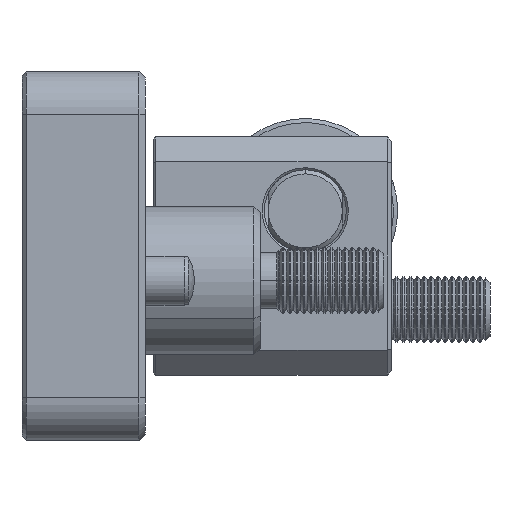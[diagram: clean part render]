
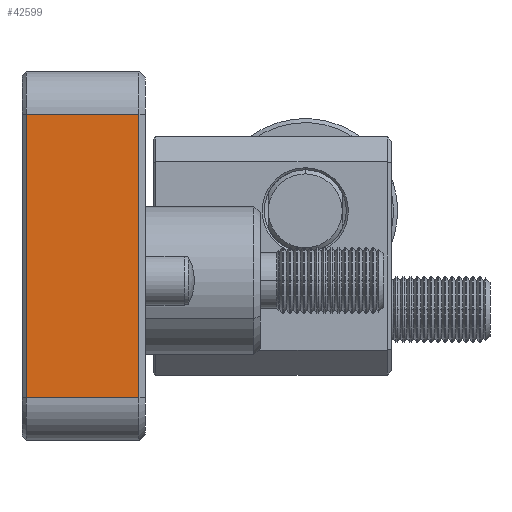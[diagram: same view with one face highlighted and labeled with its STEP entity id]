
A CAD part, left-side view. The second image highlights one B-rep face of the part: STEP entity #42599.
In plain terms, the highlighted face is planar.
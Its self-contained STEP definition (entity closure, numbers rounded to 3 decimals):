
#1441 = LINE ( 'NONE', #6456, #21070 ) ;
#1917 = LINE ( 'NONE', #32184, #27529 ) ;
#4544 = DIRECTION ( 'NONE',  ( 1., 0., 0. ) ) ;
#5820 = CARTESIAN_POINT ( 'NONE',  ( -43.5, 110., 14. ) ) ;
#6179 = CARTESIAN_POINT ( 'NONE',  ( -43.5, 110., 15. ) ) ;
#6329 = EDGE_CURVE ( 'NONE', #7325, #7302, #1441, .T. ) ;
#6456 = CARTESIAN_POINT ( 'NONE',  ( 25.5, 110., 14. ) ) ;
#6917 = DIRECTION ( 'NONE',  ( 0., 0., -1. ) ) ;
#7302 = VERTEX_POINT ( 'NONE', #23998 ) ;
#7325 = VERTEX_POINT ( 'NONE', #5820 ) ;
#10158 = DIRECTION ( 'NONE',  ( 1., 0., 0. ) ) ;
#10325 = ORIENTED_EDGE ( 'NONE', *, *, #35606, .T. ) ;
#10875 = LINE ( 'NONE', #6179, #12388 ) ;
#12043 = DIRECTION ( 'NONE',  ( -1., 0., 0. ) ) ;
#12388 = VECTOR ( 'NONE', #30761, 1000. ) ;
#15548 = CARTESIAN_POINT ( 'NONE',  ( -54., 110., 15. ) ) ;
#16413 = LINE ( 'NONE', #48716, #41226 ) ;
#21070 = VECTOR ( 'NONE', #10158, 1000. ) ;
#22265 = CARTESIAN_POINT ( 'NONE',  ( -43.5, 110., -13.5 ) ) ;
#23998 = CARTESIAN_POINT ( 'NONE',  ( 25.5, 110., 14. ) ) ;
#24120 = ORIENTED_EDGE ( 'NONE', *, *, #35066, .T. ) ;
#26600 = AXIS2_PLACEMENT_3D ( 'NONE', #15548, #66397, #4544 ) ;
#27529 = VECTOR ( 'NONE', #6917, 1000. ) ;
#30761 = DIRECTION ( 'NONE',  ( 0., 0., 1. ) ) ;
#32118 = EDGE_CURVE ( 'NONE', #7302, #50332, #1917, .T. ) ;
#32184 = CARTESIAN_POINT ( 'NONE',  ( 25.5, 110., 15. ) ) ;
#33817 = FACE_OUTER_BOUND ( 'NONE', #48592, .T. ) ;
#34462 = VERTEX_POINT ( 'NONE', #22265 ) ;
#35066 = EDGE_CURVE ( 'NONE', #34462, #7325, #10875, .T. ) ;
#35606 = EDGE_CURVE ( 'NONE', #50332, #34462, #16413, .T. ) ;
#40164 = ORIENTED_EDGE ( 'NONE', *, *, #32118, .T. ) ;
#41226 = VECTOR ( 'NONE', #12043, 1000. ) ;
#42599 = ADVANCED_FACE ( 'NONE', ( #33817 ), #55972, .F. ) ;
#44108 = CARTESIAN_POINT ( 'NONE',  ( 25.5, 110., -13.5 ) ) ;
#45712 = ORIENTED_EDGE ( 'NONE', *, *, #6329, .T. ) ;
#48592 = EDGE_LOOP ( 'NONE', ( #40164, #10325, #24120, #45712 ) ) ;
#48716 = CARTESIAN_POINT ( 'NONE',  ( -54., 110., -13.5 ) ) ;
#50332 = VERTEX_POINT ( 'NONE', #44108 ) ;
#55972 = PLANE ( 'NONE',  #26600 ) ;
#66397 = DIRECTION ( 'NONE',  ( 0., -1., 0. ) ) ;
